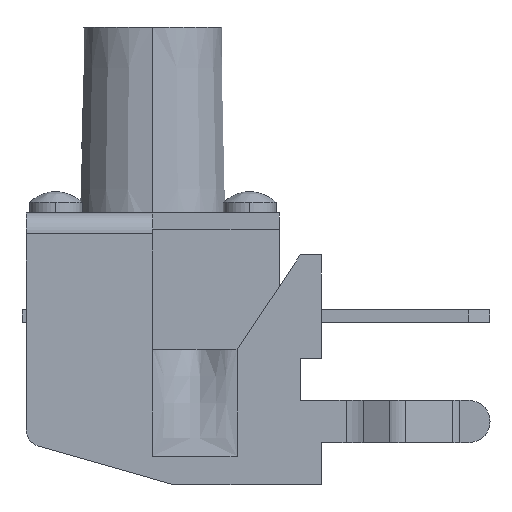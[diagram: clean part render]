
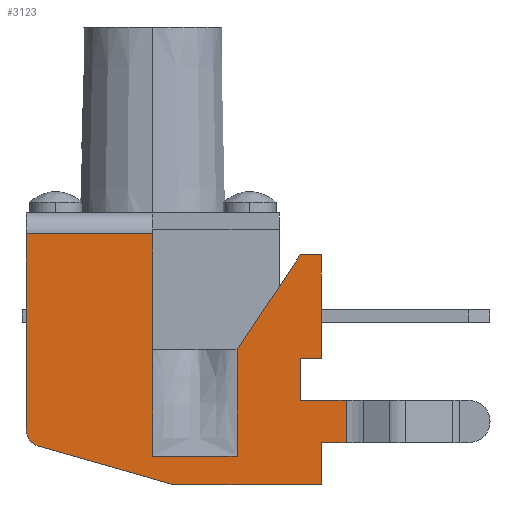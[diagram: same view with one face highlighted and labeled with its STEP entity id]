
A CAD part, left-side view. The second image highlights one B-rep face of the part: STEP entity #3123.
In plain terms, the highlighted planar face has unit normal (-1, 0, 0).
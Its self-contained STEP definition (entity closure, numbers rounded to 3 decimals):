
#108 = EDGE_CURVE ( 'NONE', #7035, #1428, #5020, .T. ) ;
#126 = LINE ( 'NONE', #2657, #174 ) ;
#174 = VECTOR ( 'NONE', #2727, 1000. ) ;
#201 = ORIENTED_EDGE ( 'NONE', *, *, #5038, .F. ) ;
#233 = LINE ( 'NONE', #1812, #2801 ) ;
#234 = VERTEX_POINT ( 'NONE', #5044 ) ;
#289 = DIRECTION ( 'NONE',  ( 0., 0., -1. ) ) ;
#302 = CARTESIAN_POINT ( 'NONE',  ( -3.7, -0.5, -6.05 ) ) ;
#363 = ORIENTED_EDGE ( 'NONE', *, *, #727, .F. ) ;
#385 = CARTESIAN_POINT ( 'NONE',  ( -3.7, -3.5, -0.6 ) ) ;
#417 = ORIENTED_EDGE ( 'NONE', *, *, #2785, .F. ) ;
#436 = ORIENTED_EDGE ( 'NONE', *, *, #4590, .F. ) ;
#451 = CARTESIAN_POINT ( 'NONE',  ( -3.7, -3.5, -3.05 ) ) ;
#470 = ORIENTED_EDGE ( 'NONE', *, *, #1532, .F. ) ;
#475 = CARTESIAN_POINT ( 'NONE',  ( -3.7, -4.588, -5.05 ) ) ;
#599 = EDGE_CURVE ( 'NONE', #3970, #6134, #5003, .T. ) ;
#621 = CARTESIAN_POINT ( 'NONE',  ( -3.7, 0., -4.748 ) ) ;
#670 = ORIENTED_EDGE ( 'NONE', *, *, #5442, .T. ) ;
#715 = LINE ( 'NONE', #2522, #2675 ) ;
#727 = EDGE_CURVE ( 'NONE', #2183, #2022, #1728, .T. ) ;
#790 = VECTOR ( 'NONE', #829, 1000. ) ;
#829 = DIRECTION ( 'NONE',  ( 0., 1., 0. ) ) ;
#835 = CARTESIAN_POINT ( 'NONE',  ( -3.7, -4.588, -4.05 ) ) ;
#898 = LINE ( 'NONE', #385, #4323 ) ;
#925 = EDGE_LOOP ( 'NONE', ( #5200, #5291, #4598, #1080, #4200, #363, #436, #6153, #3944, #2848, #670, #201, #5878, #417, #5567, #470, #4822, #4497 ) ) ;
#933 = DIRECTION ( 'NONE',  ( 0., -1., 0. ) ) ;
#985 = VERTEX_POINT ( 'NONE', #835 ) ;
#1009 = AXIS2_PLACEMENT_3D ( 'NONE', #2351, #4470, #1131 ) ;
#1042 = LINE ( 'NONE', #5548, #6981 ) ;
#1080 = ORIENTED_EDGE ( 'NONE', *, *, #2810, .F. ) ;
#1131 = DIRECTION ( 'NONE',  ( 0., 0., -1. ) ) ;
#1172 = CARTESIAN_POINT ( 'NONE',  ( -3.7, 0., -5.372 ) ) ;
#1219 = VECTOR ( 'NONE', #4262, 1000. ) ;
#1269 = DIRECTION ( 'NONE',  ( 0., 0., -1. ) ) ;
#1428 = VERTEX_POINT ( 'NONE', #2890 ) ;
#1460 = DIRECTION ( 'NONE',  ( 1., 0., 0. ) ) ;
#1498 = CARTESIAN_POINT ( 'NONE',  ( -3.7, 0., -0.1 ) ) ;
#1532 = EDGE_CURVE ( 'NONE', #234, #3256, #4669, .T. ) ;
#1572 = EDGE_CURVE ( 'NONE', #7035, #3051, #6457, .T. ) ;
#1694 = EDGE_CURVE ( 'NONE', #7023, #985, #5351, .T. ) ;
#1728 = LINE ( 'NONE', #4478, #6372 ) ;
#1772 = DIRECTION ( 'NONE',  ( 0., 0., -1. ) ) ;
#1812 = CARTESIAN_POINT ( 'NONE',  ( -3.7, -4., -4.05 ) ) ;
#1881 = CARTESIAN_POINT ( 'NONE',  ( -3.7, -2., -2.85 ) ) ;
#1922 = EDGE_CURVE ( 'NONE', #2022, #2152, #3778, .T. ) ;
#1969 = VECTOR ( 'NONE', #5882, 1000. ) ;
#1980 = CARTESIAN_POINT ( 'NONE',  ( -3.7, -3.5, -4.05 ) ) ;
#2022 = VERTEX_POINT ( 'NONE', #3813 ) ;
#2152 = VERTEX_POINT ( 'NONE', #2759 ) ;
#2167 = DIRECTION ( 'NONE',  ( 0., -1., 0. ) ) ;
#2183 = VERTEX_POINT ( 'NONE', #3631 ) ;
#2274 = EDGE_CURVE ( 'NONE', #5964, #6220, #6264, .T. ) ;
#2308 = CIRCLE ( 'NONE', #1009, 0.4 ) ;
#2351 = CARTESIAN_POINT ( 'NONE',  ( -3.7, 2.6, -4.748 ) ) ;
#2485 = CARTESIAN_POINT ( 'NONE',  ( -3.7, -4., -6.05 ) ) ;
#2503 = EDGE_CURVE ( 'NONE', #3256, #3497, #1042, .T. ) ;
#2522 = CARTESIAN_POINT ( 'NONE',  ( -3.7, -4.588, -4.05 ) ) ;
#2653 = VECTOR ( 'NONE', #3174, 1000. ) ;
#2657 = CARTESIAN_POINT ( 'NONE',  ( -3.7, 0., 0. ) ) ;
#2675 = VECTOR ( 'NONE', #1269, 1000. ) ;
#2702 = DIRECTION ( 'NONE',  ( 0., 0.962, 0.275 ) ) ;
#2727 = DIRECTION ( 'NONE',  ( 0., 0., -1. ) ) ;
#2759 = CARTESIAN_POINT ( 'NONE',  ( -3.7, 0., -0.1 ) ) ;
#2785 = EDGE_CURVE ( 'NONE', #3497, #7023, #2903, .T. ) ;
#2801 = VECTOR ( 'NONE', #1772, 1000. ) ;
#2810 = EDGE_CURVE ( 'NONE', #2152, #3970, #126, .T. ) ;
#2848 = ORIENTED_EDGE ( 'NONE', *, *, #5813, .F. ) ;
#2888 = DIRECTION ( 'NONE',  ( 0., 0., 1. ) ) ;
#2890 = CARTESIAN_POINT ( 'NONE',  ( -3.7, -2., -5.372 ) ) ;
#2893 = AXIS2_PLACEMENT_3D ( 'NONE', #4947, #1460, #6038 ) ;
#2903 = LINE ( 'NONE', #4022, #1219 ) ;
#2951 = DIRECTION ( 'NONE',  ( 0., 1., 0. ) ) ;
#3051 = VERTEX_POINT ( 'NONE', #3207 ) ;
#3095 = CARTESIAN_POINT ( 'NONE',  ( -3.7, -2., -2.85 ) ) ;
#3123 = ADVANCED_FACE ( 'NONE', ( #4805 ), #3815, .F. ) ;
#3174 = DIRECTION ( 'NONE',  ( 0., -1., 0. ) ) ;
#3207 = CARTESIAN_POINT ( 'NONE',  ( -3.7, -3.5, -0.6 ) ) ;
#3242 = CARTESIAN_POINT ( 'NONE',  ( -3.7, 2.71, -5.133 ) ) ;
#3256 = VERTEX_POINT ( 'NONE', #5631 ) ;
#3316 = DIRECTION ( 'NONE',  ( 0., 0., -1. ) ) ;
#3497 = VERTEX_POINT ( 'NONE', #451 ) ;
#3566 = LINE ( 'NONE', #5250, #790 ) ;
#3631 = CARTESIAN_POINT ( 'NONE',  ( -3.7, 3., -4.748 ) ) ;
#3778 = LINE ( 'NONE', #1498, #2653 ) ;
#3783 = CARTESIAN_POINT ( 'NONE',  ( -3.7, -3.5, -4.05 ) ) ;
#3813 = CARTESIAN_POINT ( 'NONE',  ( -3.7, 3., -0.1 ) ) ;
#3815 = PLANE ( 'NONE',  #2893 ) ;
#3897 = EDGE_CURVE ( 'NONE', #6220, #7208, #5946, .T. ) ;
#3944 = ORIENTED_EDGE ( 'NONE', *, *, #2274, .F. ) ;
#3970 = VERTEX_POINT ( 'NONE', #7220 ) ;
#4022 = CARTESIAN_POINT ( 'NONE',  ( -3.7, -3.5, -3.05 ) ) ;
#4027 = VECTOR ( 'NONE', #3316, 1000. ) ;
#4061 = VERTEX_POINT ( 'NONE', #475 ) ;
#4158 = VECTOR ( 'NONE', #2951, 1000. ) ;
#4200 = ORIENTED_EDGE ( 'NONE', *, *, #1922, .F. ) ;
#4217 = CARTESIAN_POINT ( 'NONE',  ( -3.7, -4., -5.05 ) ) ;
#4262 = DIRECTION ( 'NONE',  ( 0., 0., -1. ) ) ;
#4323 = VECTOR ( 'NONE', #933, 1000. ) ;
#4368 = VECTOR ( 'NONE', #7273, 1000. ) ;
#4461 = CARTESIAN_POINT ( 'NONE',  ( -3.7, -2., -4.748 ) ) ;
#4470 = DIRECTION ( 'NONE',  ( 1., 0., 0. ) ) ;
#4478 = CARTESIAN_POINT ( 'NONE',  ( -3.7, 3., -4.748 ) ) ;
#4497 = ORIENTED_EDGE ( 'NONE', *, *, #1572, .F. ) ;
#4590 = EDGE_CURVE ( 'NONE', #7208, #2183, #2308, .T. ) ;
#4598 = ORIENTED_EDGE ( 'NONE', *, *, #599, .F. ) ;
#4669 = LINE ( 'NONE', #5315, #5777 ) ;
#4805 = FACE_OUTER_BOUND ( 'NONE', #925, .T. ) ;
#4822 = ORIENTED_EDGE ( 'NONE', *, *, #6761, .F. ) ;
#4947 = CARTESIAN_POINT ( 'NONE',  ( -3.7, 2.6, -4.748 ) ) ;
#5003 = LINE ( 'NONE', #621, #4027 ) ;
#5020 = LINE ( 'NONE', #4461, #4368 ) ;
#5038 = EDGE_CURVE ( 'NONE', #985, #4061, #715, .T. ) ;
#5044 = CARTESIAN_POINT ( 'NONE',  ( -3.7, -4., -0.6 ) ) ;
#5187 = CARTESIAN_POINT ( 'NONE',  ( -3.7, -0.5, -6.05 ) ) ;
#5200 = ORIENTED_EDGE ( 'NONE', *, *, #108, .T. ) ;
#5250 = CARTESIAN_POINT ( 'NONE',  ( -3.7, 2.6, -5.372 ) ) ;
#5291 = ORIENTED_EDGE ( 'NONE', *, *, #5429, .T. ) ;
#5315 = CARTESIAN_POINT ( 'NONE',  ( -3.7, -4., -0.6 ) ) ;
#5351 = LINE ( 'NONE', #3783, #5433 ) ;
#5376 = LINE ( 'NONE', #4217, #1969 ) ;
#5429 = EDGE_CURVE ( 'NONE', #1428, #6134, #3566, .T. ) ;
#5433 = VECTOR ( 'NONE', #2167, 1000. ) ;
#5442 = EDGE_CURVE ( 'NONE', #5938, #4061, #5376, .T. ) ;
#5492 = CARTESIAN_POINT ( 'NONE',  ( -3.7, -4., -6.05 ) ) ;
#5509 = DIRECTION ( 'NONE',  ( 0., 1., 0. ) ) ;
#5548 = CARTESIAN_POINT ( 'NONE',  ( -3.7, -4., -3.05 ) ) ;
#5567 = ORIENTED_EDGE ( 'NONE', *, *, #2503, .F. ) ;
#5631 = CARTESIAN_POINT ( 'NONE',  ( -3.7, -4., -3.05 ) ) ;
#5777 = VECTOR ( 'NONE', #289, 1000. ) ;
#5813 = EDGE_CURVE ( 'NONE', #5938, #5964, #233, .T. ) ;
#5878 = ORIENTED_EDGE ( 'NONE', *, *, #1694, .F. ) ;
#5882 = DIRECTION ( 'NONE',  ( 0., -1., 0. ) ) ;
#5938 = VERTEX_POINT ( 'NONE', #6809 ) ;
#5946 = LINE ( 'NONE', #302, #6627 ) ;
#5964 = VERTEX_POINT ( 'NONE', #5492 ) ;
#6038 = DIRECTION ( 'NONE',  ( 0., 0., -1. ) ) ;
#6134 = VERTEX_POINT ( 'NONE', #1172 ) ;
#6153 = ORIENTED_EDGE ( 'NONE', *, *, #3897, .F. ) ;
#6220 = VERTEX_POINT ( 'NONE', #5187 ) ;
#6264 = LINE ( 'NONE', #2485, #4158 ) ;
#6353 = DIRECTION ( 'NONE',  ( 0., -0.555, 0.832 ) ) ;
#6372 = VECTOR ( 'NONE', #2888, 1000. ) ;
#6457 = LINE ( 'NONE', #1881, #6486 ) ;
#6486 = VECTOR ( 'NONE', #6353, 1000. ) ;
#6627 = VECTOR ( 'NONE', #2702, 1000. ) ;
#6761 = EDGE_CURVE ( 'NONE', #3051, #234, #898, .T. ) ;
#6809 = CARTESIAN_POINT ( 'NONE',  ( -3.7, -4., -5.05 ) ) ;
#6981 = VECTOR ( 'NONE', #5509, 1000. ) ;
#7023 = VERTEX_POINT ( 'NONE', #1980 ) ;
#7035 = VERTEX_POINT ( 'NONE', #3095 ) ;
#7208 = VERTEX_POINT ( 'NONE', #3242 ) ;
#7220 = CARTESIAN_POINT ( 'NONE',  ( -3.7, 0., -2.85 ) ) ;
#7273 = DIRECTION ( 'NONE',  ( 0., 0., -1. ) ) ;
